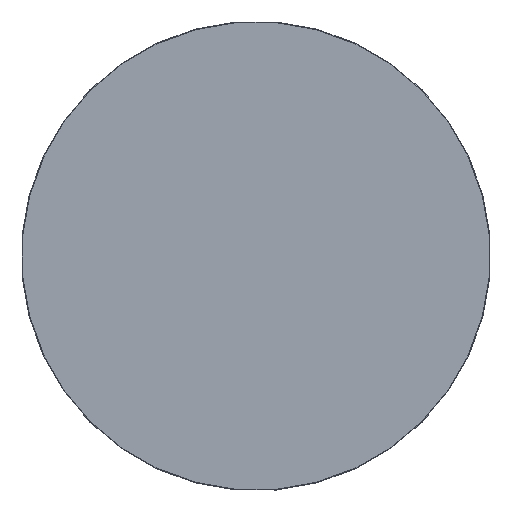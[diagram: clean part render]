
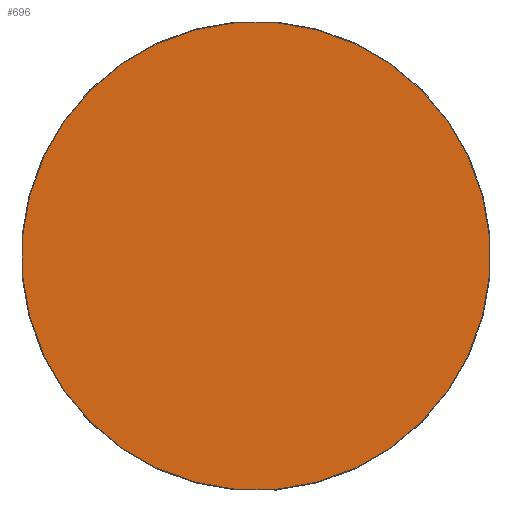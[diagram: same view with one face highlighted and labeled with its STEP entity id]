
A CAD part, front view. The second image highlights one B-rep face of the part: STEP entity #696.
In plain terms, the highlighted planar face has unit normal (0, -1, 0).
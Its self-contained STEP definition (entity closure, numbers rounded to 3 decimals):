
#163=FACE_OUTER_BOUND('',#207,.T.);
#207=EDGE_LOOP('',(#592,#593));
#244=CIRCLE('',#789,174.5);
#245=CIRCLE('',#790,174.5);
#311=VERTEX_POINT('',#1222);
#312=VERTEX_POINT('',#1223);
#405=EDGE_CURVE('',#311,#312,#244,.T.);
#406=EDGE_CURVE('',#312,#311,#245,.T.);
#592=ORIENTED_EDGE('',*,*,#405,.T.);
#593=ORIENTED_EDGE('',*,*,#406,.T.);
#619=PLANE('',#792);
#696=ADVANCED_FACE('',(#163),#619,.T.);
#789=AXIS2_PLACEMENT_3D('',#1224,#971,#972);
#790=AXIS2_PLACEMENT_3D('',#1225,#973,#974);
#792=AXIS2_PLACEMENT_3D('',#1227,#977,#978);
#971=DIRECTION('center_axis',(0.,-1.,0.));
#972=DIRECTION('ref_axis',(-0.996,0.,-0.087));
#973=DIRECTION('center_axis',(0.,-1.,0.));
#974=DIRECTION('ref_axis',(-0.996,0.,-0.087));
#977=DIRECTION('center_axis',(0.,-1.,0.));
#978=DIRECTION('ref_axis',(-0.087,0.,0.996));
#1222=CARTESIAN_POINT('',(-173.836,0.,-15.209));
#1223=CARTESIAN_POINT('',(15.209,0.,-173.836));
#1224=CARTESIAN_POINT('Origin',(0.,0.,
0.));
#1225=CARTESIAN_POINT('Origin',(0.,0.,
0.));
#1227=CARTESIAN_POINT('Origin',(0.,0.,
0.));
